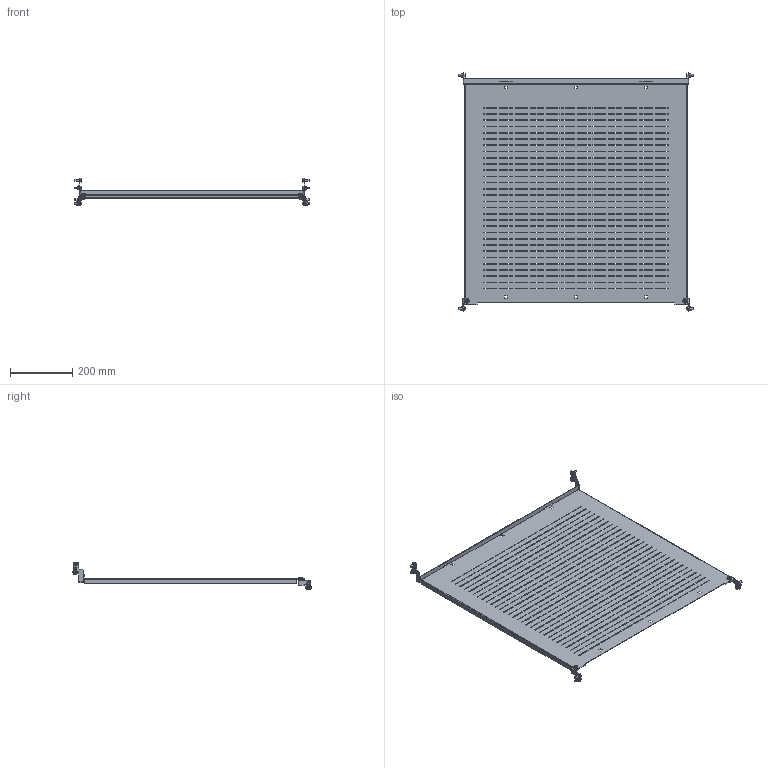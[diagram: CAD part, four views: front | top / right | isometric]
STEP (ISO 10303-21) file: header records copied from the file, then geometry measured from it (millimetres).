
FILE_DESCRIPTION (( 'STEP AP214' ), '1' );
FILE_NAME ('PCH88 Ïàíåëü ãîðèçîíòàëüíàÿ.STEP', '2020-08-04T10:17:49', ( '' ), ( '' ), 'SwSTEP 2.0', 'SolidWorks 2019', '' );
FILE_SCHEMA (( 'AUTOMOTIVE_DESIGN' ));
Length unit declared in the file: millimetre
Products named in the file (9): Âèíò ñàìîíàðåçàþùèé Ì6 DIN 7516À_6å16; AVT004.15.00.02 赶鎀鍧_01; AVT002.15.00.01 椻譇燲00; AVT001.15.00.13 逄闉_00; PCH88 Ïàíåëü ãîðèçîíòàëüíàÿ; Âèíò Ì6 DIN 7985_6å16; AVT004.15.00.02 赶鎀鍧_00; Ãàéêà çàêëàäíàÿ Ì6 àðò.2106Ñ_00; Ãàéêà êëåòåâàÿ Ì6_3À
Assembly tree (20 placements, depth 2):
  PCH88 Ïàíåëü ãîðèçîíòàëüíàÿ
    AVT002.15.00.01 椻譇燲00
    AVT004.15.00.02 赶鎀鍧_00
    AVT001.15.00.13 逄闉_00
    AVT004.15.00.02 赶鎀鍧_01
    Ãàéêà êëåòåâàÿ Ì6_3À  x2
    Âèíò Ì6 DIN 7985_6å16  x6
    Âèíò ñàìîíàðåçàþùèé Ì6 DIN 7516À_6å16  x4
    Ãàéêà çàêëàäíàÿ Ì6 àðò.2106Ñ_00  x4
Bounding box: 753 x 766.39 x 87.93 mm (x, y, z)
Volume: 813082.4 mm3; surface area: 1116445.9 mm2
Topology: 24 solids, 24 shells, 2448 faces, 6726 edges, 4336 vertices
Faces by surface type: plane 2178, cylinder 234, sphere 20, cone 12, bspline 4
Entity records: 62131 total; most frequent: CARTESIAN_POINT 11125, ORIENTED_EDGE 10760, DIRECTION 9300, EDGE_CURVE 5380, LINE 5146, VECTOR 5146, VERTEX_POINT 3534, EDGE_LOOP 2638
